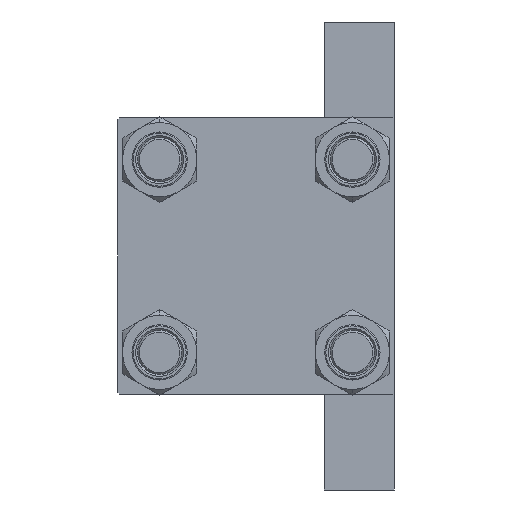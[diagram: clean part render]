
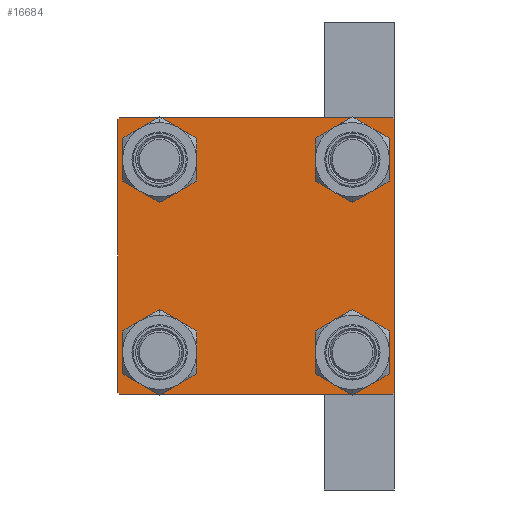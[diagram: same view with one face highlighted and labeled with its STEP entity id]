
A CAD part, left-side view. The second image highlights one B-rep face of the part: STEP entity #16684.
In plain terms, the highlighted planar face has unit normal (-1, 0, 0).
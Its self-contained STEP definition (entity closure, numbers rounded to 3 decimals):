
#241 = CARTESIAN_POINT ( 'NONE',  ( 0., -26.15, -19.65 ) ) ;
#287 = VERTEX_POINT ( 'NONE', #39143 ) ;
#464 = CARTESIAN_POINT ( 'NONE',  ( 0., -26.15, -26.15 ) ) ;
#577 = CARTESIAN_POINT ( 'NONE',  ( 0., 26.15, -26.15 ) ) ;
#1056 = EDGE_CURVE ( 'NONE', #23678, #7046, #31923, .T. ) ;
#1267 = CARTESIAN_POINT ( 'NONE',  ( 0., -37., 37.5 ) ) ;
#1616 = CARTESIAN_POINT ( 'NONE',  ( 0., 26.15, 32.65 ) ) ;
#1649 = CARTESIAN_POINT ( 'NONE',  ( 0., -37.25, -37.25 ) ) ;
#2159 = DIRECTION ( 'NONE',  ( -1., 0., 0. ) ) ;
#2401 = CIRCLE ( 'NONE', #31692, 6.5 ) ;
#2879 = EDGE_CURVE ( 'NONE', #27139, #26533, #6680, .T. ) ;
#3056 = ORIENTED_EDGE ( 'NONE', *, *, #24933, .T. ) ;
#3102 = VERTEX_POINT ( 'NONE', #35794 ) ;
#3328 = ORIENTED_EDGE ( 'NONE', *, *, #6656, .F. ) ;
#3399 = VERTEX_POINT ( 'NONE', #7099 ) ;
#3848 = EDGE_LOOP ( 'NONE', ( #32207, #45563 ) ) ;
#4714 = VECTOR ( 'NONE', #36804, 1000. ) ;
#4922 = DIRECTION ( 'NONE',  ( 1., 0., 0. ) ) ;
#5137 = CIRCLE ( 'NONE', #21332, 6.5 ) ;
#5225 = DIRECTION ( 'NONE',  ( 0., 0., 1. ) ) ;
#6656 = EDGE_CURVE ( 'NONE', #3102, #26943, #30784, .T. ) ;
#6680 = LINE ( 'NONE', #21864, #41957 ) ;
#7046 = VERTEX_POINT ( 'NONE', #241 ) ;
#7053 = DIRECTION ( 'NONE',  ( 1., 0., 0. ) ) ;
#7099 = CARTESIAN_POINT ( 'NONE',  ( 0., -26.15, 19.65 ) ) ;
#7519 = VERTEX_POINT ( 'NONE', #9112 ) ;
#8315 = DIRECTION ( 'NONE',  ( 0., 0., 1. ) ) ;
#9112 = CARTESIAN_POINT ( 'NONE',  ( 0., -37., -37.5 ) ) ;
#9421 = PLANE ( 'NONE',  #36290 ) ;
#10115 = ORIENTED_EDGE ( 'NONE', *, *, #19601, .T. ) ;
#10118 = CARTESIAN_POINT ( 'NONE',  ( 0., -37.25, 37.25 ) ) ;
#10325 = LINE ( 'NONE', #43565, #4714 ) ;
#10979 = EDGE_CURVE ( 'NONE', #26533, #26865, #21626, .T. ) ;
#11674 = CARTESIAN_POINT ( 'NONE',  ( 0., 26.15, -32.65 ) ) ;
#12385 = CARTESIAN_POINT ( 'NONE',  ( 0., -37.5, 37. ) ) ;
#12550 = FACE_BOUND ( 'NONE', #3848, .T. ) ;
#12734 = CARTESIAN_POINT ( 'NONE',  ( 0., 37.25, 37.25 ) ) ;
#13168 = CARTESIAN_POINT ( 'NONE',  ( 0., 26.15, -19.65 ) ) ;
#13887 = VERTEX_POINT ( 'NONE', #32624 ) ;
#14015 = CARTESIAN_POINT ( 'NONE',  ( 0., 26.15, -26.15 ) ) ;
#14026 = EDGE_CURVE ( 'NONE', #7519, #287, #44417, .T. ) ;
#14381 = DIRECTION ( 'NONE',  ( 0., 0., -1. ) ) ;
#14625 = DIRECTION ( 'NONE',  ( 0., 0., 1. ) ) ;
#14627 = EDGE_CURVE ( 'NONE', #37712, #45462, #19967, .T. ) ;
#14926 = DIRECTION ( 'NONE',  ( 0., -1., 0. ) ) ;
#15003 = CARTESIAN_POINT ( 'NONE',  ( 0., 37.5, 37. ) ) ;
#16348 = DIRECTION ( 'NONE',  ( 0., 0.707, -0.707 ) ) ;
#16684 = ADVANCED_FACE ( 'NONE', ( #45794, #34950, #12550, #38080, #46276 ), #9421, .T. ) ;
#16831 = ORIENTED_EDGE ( 'NONE', *, *, #34118, .T. ) ;
#17137 = CARTESIAN_POINT ( 'NONE',  ( 0., 37.5, -37. ) ) ;
#17465 = CIRCLE ( 'NONE', #43653, 6.5 ) ;
#18243 = CARTESIAN_POINT ( 'NONE',  ( 0., -26.15, 26.15 ) ) ;
#19286 = AXIS2_PLACEMENT_3D ( 'NONE', #18243, #41112, #14625 ) ;
#19385 = CARTESIAN_POINT ( 'NONE',  ( 0., 37., -37.5 ) ) ;
#19601 = EDGE_CURVE ( 'NONE', #34493, #45079, #2401, .T. ) ;
#19967 = CIRCLE ( 'NONE', #35349, 6.5 ) ;
#20237 = ORIENTED_EDGE ( 'NONE', *, *, #10979, .T. ) ;
#20248 = DIRECTION ( 'NONE',  ( 0., -0.707, 0.707 ) ) ;
#20932 = DIRECTION ( 'NONE',  ( 0., -0.707, -0.707 ) ) ;
#21332 = AXIS2_PLACEMENT_3D ( 'NONE', #33388, #37237, #8315 ) ;
#21410 = ORIENTED_EDGE ( 'NONE', *, *, #34093, .T. ) ;
#21626 = LINE ( 'NONE', #36311, #39021 ) ;
#21864 = CARTESIAN_POINT ( 'NONE',  ( 0., 37.5, 37.5 ) ) ;
#22739 = VECTOR ( 'NONE', #38484, 1000. ) ;
#23367 = EDGE_LOOP ( 'NONE', ( #3056, #46731 ) ) ;
#23678 = VERTEX_POINT ( 'NONE', #47067 ) ;
#24243 = DIRECTION ( 'NONE',  ( 0., 0., 1. ) ) ;
#24657 = DIRECTION ( 'NONE',  ( 0., 0., 1. ) ) ;
#24933 = EDGE_CURVE ( 'NONE', #7046, #23678, #40855, .T. ) ;
#25234 = ORIENTED_EDGE ( 'NONE', *, *, #42120, .T. ) ;
#25270 = EDGE_CURVE ( 'NONE', #44507, #26943, #43118, .T. ) ;
#25426 = EDGE_LOOP ( 'NONE', ( #37234, #20237, #25234, #45924, #36084, #34889, #3328, #43568 ) ) ;
#26172 = CARTESIAN_POINT ( 'NONE',  ( 0., 26.15, 26.15 ) ) ;
#26522 = EDGE_LOOP ( 'NONE', ( #16831, #10115 ) ) ;
#26533 = VERTEX_POINT ( 'NONE', #17137 ) ;
#26865 = VERTEX_POINT ( 'NONE', #19385 ) ;
#26943 = VERTEX_POINT ( 'NONE', #1267 ) ;
#27139 = VERTEX_POINT ( 'NONE', #15003 ) ;
#27765 = CIRCLE ( 'NONE', #19286, 6.5 ) ;
#27929 = LINE ( 'NONE', #12734, #37027 ) ;
#28984 = CARTESIAN_POINT ( 'NONE',  ( 0., 26.15, 26.15 ) ) ;
#29410 = CARTESIAN_POINT ( 'NONE',  ( 0., 37.5, -37.5 ) ) ;
#29853 = EDGE_CURVE ( 'NONE', #3102, #27139, #27929, .T. ) ;
#30090 = AXIS2_PLACEMENT_3D ( 'NONE', #464, #33514, #30367 ) ;
#30367 = DIRECTION ( 'NONE',  ( 0., 0., 1. ) ) ;
#30773 = EDGE_CURVE ( 'NONE', #44507, #287, #10325, .T. ) ;
#30776 = DIRECTION ( 'NONE',  ( 1., 0., 0. ) ) ;
#30784 = LINE ( 'NONE', #44997, #22739 ) ;
#31429 = ORIENTED_EDGE ( 'NONE', *, *, #43441, .T. ) ;
#31537 = VECTOR ( 'NONE', #14926, 1000. ) ;
#31581 = DIRECTION ( 'NONE',  ( 0., 0., 1. ) ) ;
#31692 = AXIS2_PLACEMENT_3D ( 'NONE', #28984, #7053, #33312 ) ;
#31923 = CIRCLE ( 'NONE', #47276, 6.5 ) ;
#32207 = ORIENTED_EDGE ( 'NONE', *, *, #35248, .T. ) ;
#32624 = CARTESIAN_POINT ( 'NONE',  ( 0., -26.15, 32.65 ) ) ;
#32944 = EDGE_LOOP ( 'NONE', ( #31429, #21410 ) ) ;
#33312 = DIRECTION ( 'NONE',  ( 0., 0., 1. ) ) ;
#33388 = CARTESIAN_POINT ( 'NONE',  ( 0., -26.15, 26.15 ) ) ;
#33514 = DIRECTION ( 'NONE',  ( 1., 0., 0. ) ) ;
#33667 = AXIS2_PLACEMENT_3D ( 'NONE', #577, #35051, #24243 ) ;
#34093 = EDGE_CURVE ( 'NONE', #3399, #13887, #5137, .T. ) ;
#34118 = EDGE_CURVE ( 'NONE', #45079, #34493, #17465, .T. ) ;
#34493 = VERTEX_POINT ( 'NONE', #45537 ) ;
#34889 = ORIENTED_EDGE ( 'NONE', *, *, #25270, .T. ) ;
#34950 = FACE_BOUND ( 'NONE', #23367, .T. ) ;
#35051 = DIRECTION ( 'NONE',  ( 1., 0., 0. ) ) ;
#35248 = EDGE_CURVE ( 'NONE', #45462, #37712, #42939, .T. ) ;
#35349 = AXIS2_PLACEMENT_3D ( 'NONE', #14015, #43889, #24657 ) ;
#35794 = CARTESIAN_POINT ( 'NONE',  ( 0., 37., 37.5 ) ) ;
#36084 = ORIENTED_EDGE ( 'NONE', *, *, #30773, .F. ) ;
#36290 = AXIS2_PLACEMENT_3D ( 'NONE', #38564, #2159, #31581 ) ;
#36311 = CARTESIAN_POINT ( 'NONE',  ( 0., 37.25, -37.25 ) ) ;
#36354 = DIRECTION ( 'NONE',  ( 0., 0.707, 0.707 ) ) ;
#36804 = DIRECTION ( 'NONE',  ( 0., 0., -1. ) ) ;
#37027 = VECTOR ( 'NONE', #16348, 1000. ) ;
#37234 = ORIENTED_EDGE ( 'NONE', *, *, #2879, .T. ) ;
#37237 = DIRECTION ( 'NONE',  ( 1., 0., 0. ) ) ;
#37702 = DIRECTION ( 'NONE',  ( 0., 0., 1. ) ) ;
#37712 = VERTEX_POINT ( 'NONE', #11674 ) ;
#38080 = FACE_BOUND ( 'NONE', #26522, .T. ) ;
#38234 = CARTESIAN_POINT ( 'NONE',  ( 0., -26.15, -26.15 ) ) ;
#38484 = DIRECTION ( 'NONE',  ( 0., -1., 0. ) ) ;
#38564 = CARTESIAN_POINT ( 'NONE',  ( 0., 0., 0. ) ) ;
#39021 = VECTOR ( 'NONE', #20932, 1000. ) ;
#39143 = CARTESIAN_POINT ( 'NONE',  ( 0., -37.5, -37. ) ) ;
#39995 = LINE ( 'NONE', #29410, #31537 ) ;
#40855 = CIRCLE ( 'NONE', #30090, 6.5 ) ;
#41112 = DIRECTION ( 'NONE',  ( 1., 0., 0. ) ) ;
#41605 = VECTOR ( 'NONE', #36354, 1000. ) ;
#41957 = VECTOR ( 'NONE', #14381, 1000. ) ;
#42120 = EDGE_CURVE ( 'NONE', #26865, #7519, #39995, .T. ) ;
#42200 = VECTOR ( 'NONE', #20248, 1000. ) ;
#42939 = CIRCLE ( 'NONE', #33667, 6.5 ) ;
#43118 = LINE ( 'NONE', #10118, #41605 ) ;
#43441 = EDGE_CURVE ( 'NONE', #13887, #3399, #27765, .T. ) ;
#43565 = CARTESIAN_POINT ( 'NONE',  ( 0., -37.5, 37.5 ) ) ;
#43568 = ORIENTED_EDGE ( 'NONE', *, *, #29853, .T. ) ;
#43653 = AXIS2_PLACEMENT_3D ( 'NONE', #26172, #4922, #37702 ) ;
#43889 = DIRECTION ( 'NONE',  ( 1., 0., 0. ) ) ;
#44417 = LINE ( 'NONE', #1649, #42200 ) ;
#44507 = VERTEX_POINT ( 'NONE', #12385 ) ;
#44997 = CARTESIAN_POINT ( 'NONE',  ( 0., 37.5, 37.5 ) ) ;
#45079 = VERTEX_POINT ( 'NONE', #1616 ) ;
#45462 = VERTEX_POINT ( 'NONE', #13168 ) ;
#45537 = CARTESIAN_POINT ( 'NONE',  ( 0., 26.15, 19.65 ) ) ;
#45563 = ORIENTED_EDGE ( 'NONE', *, *, #14627, .T. ) ;
#45794 = FACE_BOUND ( 'NONE', #32944, .T. ) ;
#45924 = ORIENTED_EDGE ( 'NONE', *, *, #14026, .T. ) ;
#46276 = FACE_OUTER_BOUND ( 'NONE', #25426, .T. ) ;
#46731 = ORIENTED_EDGE ( 'NONE', *, *, #1056, .T. ) ;
#47067 = CARTESIAN_POINT ( 'NONE',  ( 0., -26.15, -32.65 ) ) ;
#47276 = AXIS2_PLACEMENT_3D ( 'NONE', #38234, #30776, #5225 ) ;
